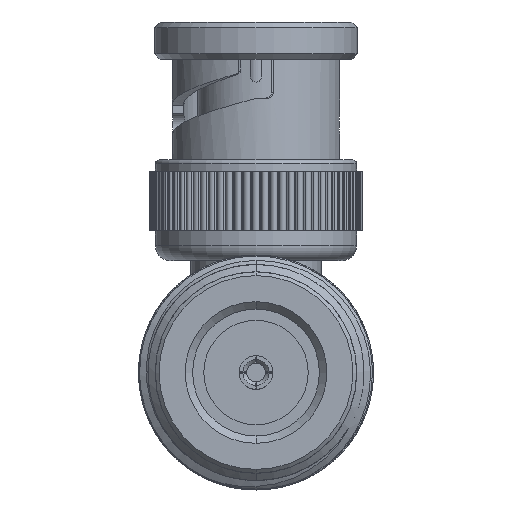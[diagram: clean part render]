
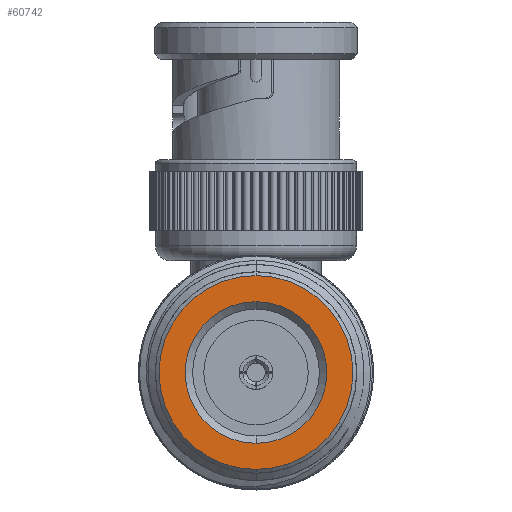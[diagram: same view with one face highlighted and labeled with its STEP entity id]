
A CAD part, left-side view. The second image highlights one B-rep face of the part: STEP entity #60742.
In plain terms, the highlighted planar face has unit normal (-1, 0, 0).
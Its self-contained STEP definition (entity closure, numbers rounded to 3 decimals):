
#1042 = CIRCLE ( 'NONE', #3678, 4.826 ) ;
#1239 = FACE_BOUND ( 'NONE', #60405, .T. ) ;
#3678 = AXIS2_PLACEMENT_3D ( 'NONE', #79879, #35030, #54291 ) ;
#5211 = DIRECTION ( 'NONE',  ( 1., 0., 0. ) ) ;
#6444 = CARTESIAN_POINT ( 'NONE',  ( 0., 0., 4.826 ) ) ;
#10647 = AXIS2_PLACEMENT_3D ( 'NONE', #73432, #60845, #28588 ) ;
#13067 = EDGE_CURVE ( 'NONE', #55833, #63131, #59354, .T. ) ;
#13944 = ORIENTED_EDGE ( 'NONE', *, *, #13067, .T. ) ;
#14059 = ORIENTED_EDGE ( 'NONE', *, *, #81507, .F. ) ;
#14547 = CIRCLE ( 'NONE', #74756, 6.604 ) ;
#15629 = AXIS2_PLACEMENT_3D ( 'NONE', #78403, #31899, #20170 ) ;
#19050 = DIRECTION ( 'NONE',  ( 0., 0., 1. ) ) ;
#19748 = PLANE ( 'NONE',  #15629 ) ;
#20170 = DIRECTION ( 'NONE',  ( 0., 0., 1. ) ) ;
#28588 = DIRECTION ( 'NONE',  ( 0., 0., -1. ) ) ;
#29097 = EDGE_LOOP ( 'NONE', ( #14059, #69751 ) ) ;
#29238 = EDGE_CURVE ( 'NONE', #81212, #30433, #14547, .T. ) ;
#30433 = VERTEX_POINT ( 'NONE', #53304 ) ;
#31899 = DIRECTION ( 'NONE',  ( -1., 0., 0. ) ) ;
#35030 = DIRECTION ( 'NONE',  ( 1., 0., 0. ) ) ;
#35273 = AXIS2_PLACEMENT_3D ( 'NONE', #76468, #5211, #19050 ) ;
#46785 = CIRCLE ( 'NONE', #10647, 6.604 ) ;
#47951 = CARTESIAN_POINT ( 'NONE',  ( 0., 0., -4.826 ) ) ;
#49874 = DIRECTION ( 'NONE',  ( 0., 0., -1. ) ) ;
#50288 = DIRECTION ( 'NONE',  ( 1., 0., 0. ) ) ;
#51971 = FACE_OUTER_BOUND ( 'NONE', #29097, .T. ) ;
#53304 = CARTESIAN_POINT ( 'NONE',  ( 0., 0., -6.604 ) ) ;
#54291 = DIRECTION ( 'NONE',  ( 0., 0., 1. ) ) ;
#55452 = CARTESIAN_POINT ( 'NONE',  ( 0., 0., 6.604 ) ) ;
#55833 = VERTEX_POINT ( 'NONE', #6444 ) ;
#59354 = CIRCLE ( 'NONE', #35273, 4.826 ) ;
#60405 = EDGE_LOOP ( 'NONE', ( #13944, #60543 ) ) ;
#60543 = ORIENTED_EDGE ( 'NONE', *, *, #75153, .T. ) ;
#60742 = ADVANCED_FACE ( 'NONE', ( #1239, #51971 ), #19748, .T. ) ;
#60845 = DIRECTION ( 'NONE',  ( 1., 0., 0. ) ) ;
#63131 = VERTEX_POINT ( 'NONE', #47951 ) ;
#69751 = ORIENTED_EDGE ( 'NONE', *, *, #29238, .F. ) ;
#73432 = CARTESIAN_POINT ( 'NONE',  ( 0., 0., 0. ) ) ;
#74756 = AXIS2_PLACEMENT_3D ( 'NONE', #81764, #50288, #49874 ) ;
#75153 = EDGE_CURVE ( 'NONE', #63131, #55833, #1042, .T. ) ;
#76468 = CARTESIAN_POINT ( 'NONE',  ( 0., 0., 0. ) ) ;
#78403 = CARTESIAN_POINT ( 'NONE',  ( 0., 0., 0. ) ) ;
#79879 = CARTESIAN_POINT ( 'NONE',  ( 0., 0., 0. ) ) ;
#81212 = VERTEX_POINT ( 'NONE', #55452 ) ;
#81507 = EDGE_CURVE ( 'NONE', #30433, #81212, #46785, .T. ) ;
#81764 = CARTESIAN_POINT ( 'NONE',  ( 0., 0., 0. ) ) ;
